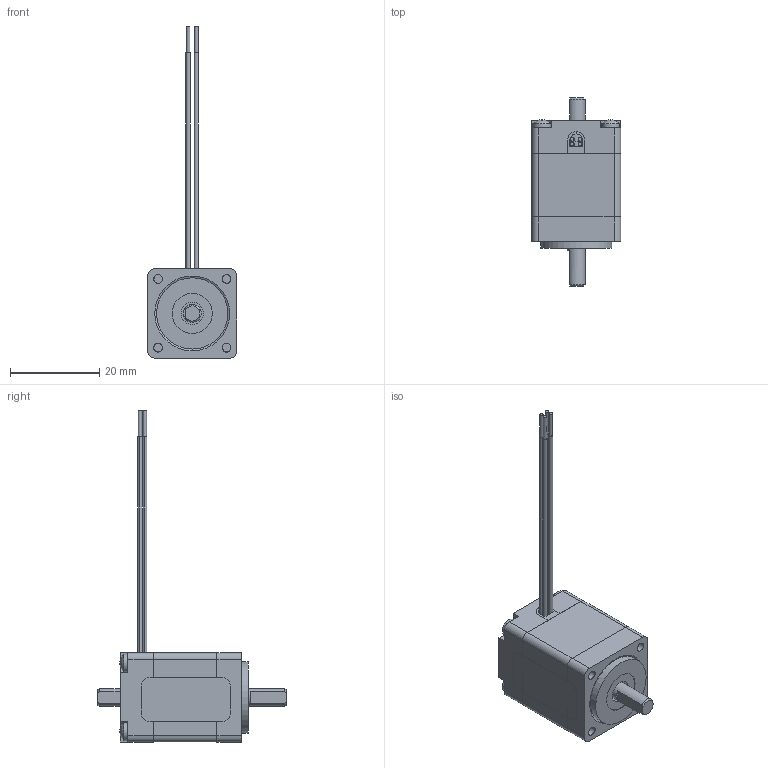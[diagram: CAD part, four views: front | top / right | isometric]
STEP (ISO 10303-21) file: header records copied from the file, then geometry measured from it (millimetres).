
FILE_DESCRIPTION(/* description */ (''),/* implementation_level */ '2;1');
FILE_NAME(/* name */ '08H2028-050-4BL.stp',/* time_stamp */ '2020-08-24T10:47:57+08:00',/* author */ ('dzp-qch5853'),/* organization */ (''),/* preprocessor_version */ 'ST-DEVELOPER v16.1',/* originating_system */ 'Autodesk Inventor 2016',/* authorisation */ '');
FILE_SCHEMA (('AUTOMOTIVE_DESIGN { 1 0 10303 214 3 1 1 }'));
Length unit declared in the file: millimetre
Products named in the file (15): 01-165; 01-167; 09-005-1-11; 09-005-2-11; 09-005-3-11; 09-005-4-11; 12-057-11; 12-056-3-1; 02-156-4-1; 02-164; 38厚1.4隔套; 07-008轴承; 20单厚标签; 20单厚螺钉; 08H2038-040-4AL-PG15.5
Assembly tree (17 placements, depth 3):
  08H2038-040-4AL-PG15.5
    01-165
    01-167
    02-164
      09-005-1-11
      09-005-2-11
      09-005-3-11
      09-005-4-11
      12-057-11
      12-056-3-1
      02-156-4-1
    38厚1.4隔套
    07-008轴承
    20单厚标签
    20单厚螺钉  x4
Bounding box: 20.1 x 42.2 x 74.5 mm (x, y, z)
Volume: 6805.6 mm3; surface area: 13224 mm2
Topology: 18 solids, 18 shells, 1324 faces, 3755 edges, 2499 vertices
Faces by surface type: plane 729, cylinder 500, bspline 84, cone 7, sphere 4
Full cylindrical faces by diameter (mm): 0.8 x12, 1 x2, 2 x4, 2.2 x68, 4 x7, 5 x2, 5.5 x1, 8.2 x2, 9 x4, 12 x2, 12.6 x2, 16 x1
Entity records: 41070 total; most frequent: CARTESIAN_POINT 9124, ORIENTED_EDGE 6706, DIRECTION 6428, EDGE_CURVE 3353, VERTEX_POINT 2265, LINE 2260, VECTOR 2260, AXIS2_PLACEMENT_3D 2084
